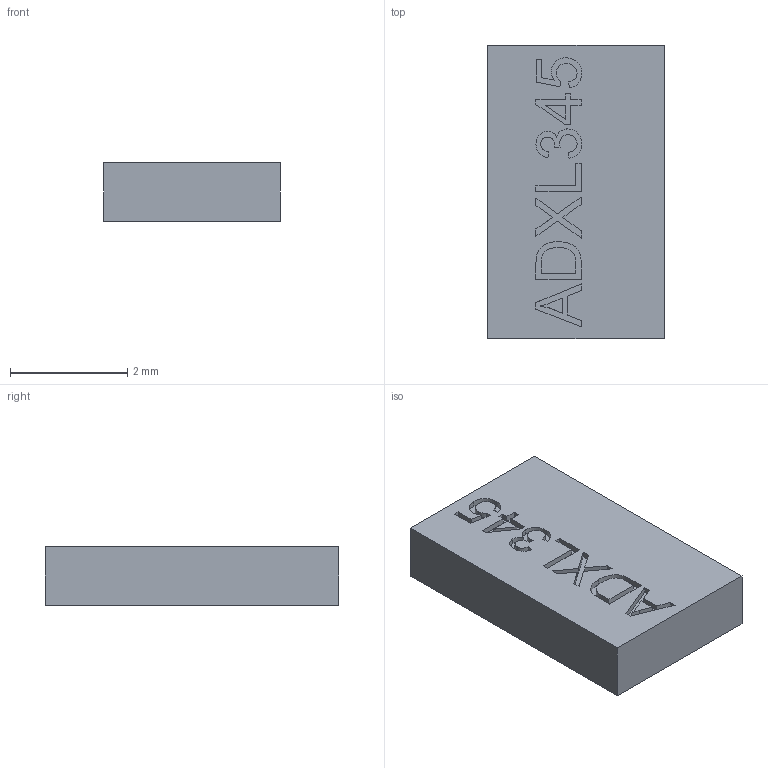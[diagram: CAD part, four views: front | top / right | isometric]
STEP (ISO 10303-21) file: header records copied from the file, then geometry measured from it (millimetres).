
FILE_DESCRIPTION (( 'STEP AP214' ), '1' );
FILE_NAME ('ADXL345.STEP', '2019-11-10T19:25:00', ( '' ), ( '' ), 'SwSTEP 2.0', 'SolidWorks 2019', '' );
FILE_SCHEMA (( 'AUTOMOTIVE_DESIGN' ));
Length unit declared in the file: millimetre
Products named in the file (1): ADXL345
Bounding box: 3 x 5 x 1 mm (x, y, z)
Volume: 14.9 mm3; surface area: 48.5 mm2
Topology: 1 solids, 1 shells, 107 faces, 285 edges, 190 vertices
Faces by surface type: plane 76, bspline 31
Entity records: 5163 total; most frequent: CARTESIAN_POINT 2670, ORIENTED_EDGE 570, DIRECTION 377, EDGE_CURVE 285, VECTOR 223, LINE 223, VERTEX_POINT 190, EDGE_LOOP 117
